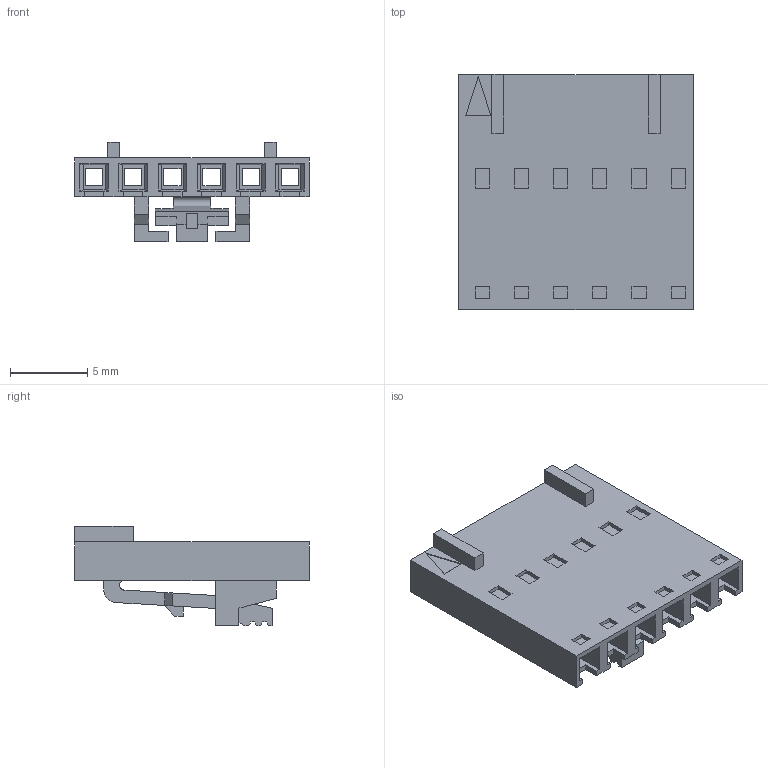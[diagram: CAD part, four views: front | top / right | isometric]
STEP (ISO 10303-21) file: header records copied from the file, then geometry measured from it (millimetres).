
FILE_DESCRIPTION((''),'2;1');
FILE_NAME('050579406','2017-05-10T',('ksrinivasara'),(''),'PRO/ENGINEER BY PARAMETRIC TECHNOLOGY CORPORATION, 2012310','PRO/ENGINEER BY PARAMETRIC TECHNOLOGY CORPORATION, 2012310','');
FILE_SCHEMA(('CONFIG_CONTROL_DESIGN'));
Length unit declared in the file: inch
Products named in the file (1): 050579406
Bounding box: 15.21 x 15.24 x 6.45 mm (x, y, z)
Volume: 378.1 mm3; surface area: 1387.9 mm2
Topology: 1 solids, 1 shells, 281 faces, 714 edges, 452 vertices
Faces by surface type: plane 279, cylinder 2
Entity records: 8264 total; most frequent: CARTESIAN_POINT 1448, ORIENTED_EDGE 1428, DIRECTION 1282, EDGE_CURVE 714, VECTOR 710, LINE 710, VERTEX_POINT 452, EDGE_LOOP 310
